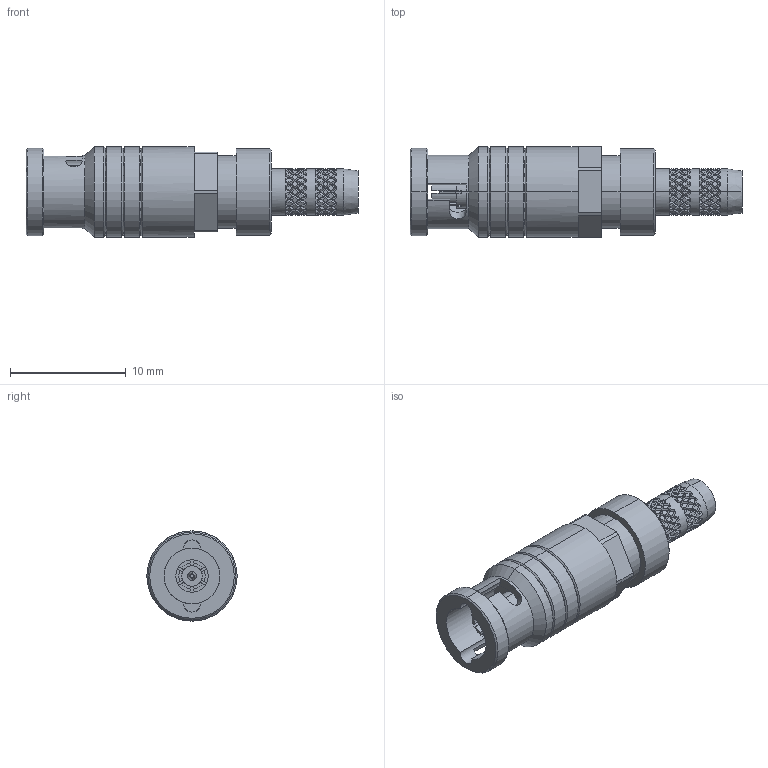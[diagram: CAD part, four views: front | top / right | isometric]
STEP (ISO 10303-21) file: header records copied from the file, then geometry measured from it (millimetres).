
FILE_DESCRIPTION (( 'STEP AP214' ), '1' );
FILE_NAME ('V7C00004.STEP', '2018-10-26T13:43:32', ( '' ), ( '' ), 'SwSTEP 2.0', 'SolidWorks 2017', '' );
FILE_SCHEMA (( 'AUTOMOTIVE_DESIGN' ));
Length unit declared in the file: inch
Products named in the file (1): V7C00004
Bounding box: 28.71 x 7.8 x 7.8 mm (x, y, z)
Volume: 821.9 mm3; surface area: 949.7 mm2
Topology: 1 solids, 1 shells, 925 faces, 2067 edges, 1148 vertices
Faces by surface type: bspline 578, plane 168, cylinder 153, cone 24, torus 2
Entity records: 32019 total; most frequent: CARTESIAN_POINT 17679, ORIENTED_EDGE 4134, EDGE_CURVE 2067, DIRECTION 1397, VERTEX_POINT 1148, EDGE_LOOP 933, FACE_OUTER_BOUND 925, ADVANCED_FACE 925
